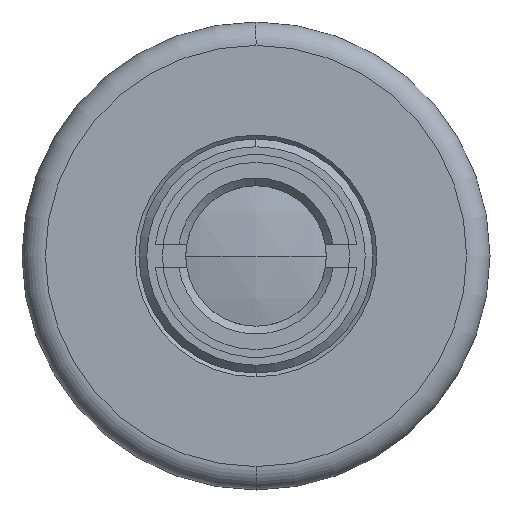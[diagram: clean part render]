
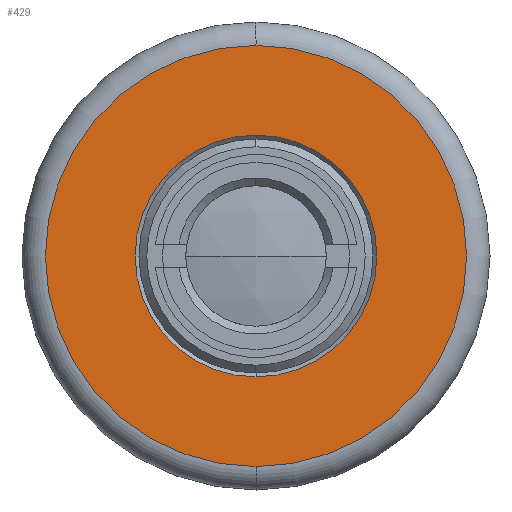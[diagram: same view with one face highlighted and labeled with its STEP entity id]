
A CAD part, left-side view. The second image highlights one B-rep face of the part: STEP entity #429.
In plain terms, the highlighted planar face has unit normal (-1, 0, 0).
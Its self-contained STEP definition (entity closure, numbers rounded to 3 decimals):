
#29 = ORIENTED_EDGE ( 'NONE', *, *, #254, .T. ) ;
#30 = ORIENTED_EDGE ( 'NONE', *, *, #239, .T. ) ;
#31 = ORIENTED_EDGE ( 'NONE', *, *, #244, .T. ) ;
#32 = ORIENTED_EDGE ( 'NONE', *, *, #253, .T. ) ;
#69 = VERTEX_POINT ( 'NONE', #419 ) ;
#70 = VERTEX_POINT ( 'NONE', #418 ) ;
#239 = EDGE_CURVE ( 'NONE', #611, #612, #742, .T. ) ;
#244 = EDGE_CURVE ( 'NONE', #69, #70, #752, .T. ) ;
#253 = EDGE_CURVE ( 'NONE', #70, #69, #765, .T. ) ;
#254 = EDGE_CURVE ( 'NONE', #612, #611, #766, .T. ) ;
#322 = AXIS2_PLACEMENT_3D ( 'NONE', #1030, #1031, #1032 ) ;
#326 = AXIS2_PLACEMENT_3D ( 'NONE', #1044, #1045, #1046 ) ;
#355 = AXIS2_PLACEMENT_3D ( 'NONE', #1066, #1067, #1068 ) ;
#356 = AXIS2_PLACEMENT_3D ( 'NONE', #1069, #1070, #1071 ) ;
#387 = AXIS2_PLACEMENT_3D ( 'NONE', #1150, #1151, #1152 ) ;
#418 = CARTESIAN_POINT ( 'NONE',  ( 33.75, 0., -7.75 ) ) ;
#419 = CARTESIAN_POINT ( 'NONE',  ( 33.75, 0., 7.75 ) ) ;
#429 = ADVANCED_FACE ( 'NONE', ( #1262, #1263 ), #1143, .F. ) ;
#566 = EDGE_LOOP ( 'NONE', ( #31, #32 ) ) ;
#582 = EDGE_LOOP ( 'NONE', ( #29, #30 ) ) ;
#611 = VERTEX_POINT ( 'NONE', #2161 ) ;
#612 = VERTEX_POINT ( 'NONE', #2162 ) ;
#742 = CIRCLE ( 'NONE', #322, 13.5 ) ;
#752 = CIRCLE ( 'NONE', #326, 7.75 ) ;
#765 = CIRCLE ( 'NONE', #355, 7.75 ) ;
#766 = CIRCLE ( 'NONE', #356, 13.5 ) ;
#1030 = CARTESIAN_POINT ( 'NONE',  ( 33.75, 0., 0. ) ) ;
#1031 = DIRECTION ( 'NONE',  ( -1., 0., 0. ) ) ;
#1032 = DIRECTION ( 'NONE',  ( 0., 0., -1. ) ) ;
#1044 = CARTESIAN_POINT ( 'NONE',  ( 33.75, 0., 0. ) ) ;
#1045 = DIRECTION ( 'NONE',  ( 1., 0., 0. ) ) ;
#1046 = DIRECTION ( 'NONE',  ( 0., 0., -1. ) ) ;
#1066 = CARTESIAN_POINT ( 'NONE',  ( 33.75, 0., 0. ) ) ;
#1067 = DIRECTION ( 'NONE',  ( 1., 0., 0. ) ) ;
#1068 = DIRECTION ( 'NONE',  ( 0., 0., -1. ) ) ;
#1069 = CARTESIAN_POINT ( 'NONE',  ( 33.75, 0., 0. ) ) ;
#1070 = DIRECTION ( 'NONE',  ( -1., 0., 0. ) ) ;
#1071 = DIRECTION ( 'NONE',  ( 0., 0., -1. ) ) ;
#1143 = PLANE ( 'NONE',  #387 ) ;
#1150 = CARTESIAN_POINT ( 'NONE',  ( 33.75, 7.25, 0. ) ) ;
#1151 = DIRECTION ( 'NONE',  ( 1., 0., 0. ) ) ;
#1152 = DIRECTION ( 'NONE',  ( 0., 0., -1. ) ) ;
#1262 = FACE_OUTER_BOUND ( 'NONE', #582, .T. ) ;
#1263 = FACE_BOUND ( 'NONE', #566, .T. ) ;
#2161 = CARTESIAN_POINT ( 'NONE',  ( 33.75, 0., 13.5 ) ) ;
#2162 = CARTESIAN_POINT ( 'NONE',  ( 33.75, 0., -13.5 ) ) ;
